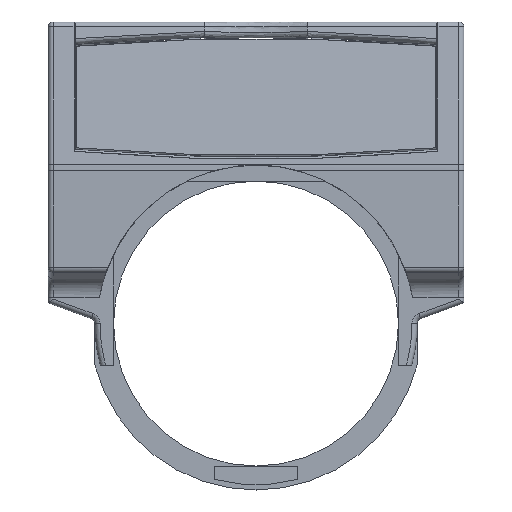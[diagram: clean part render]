
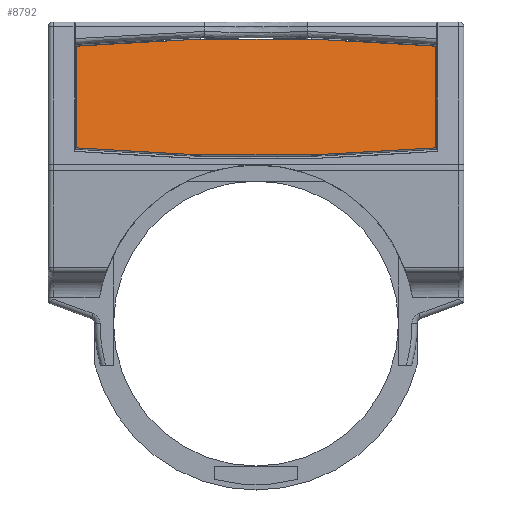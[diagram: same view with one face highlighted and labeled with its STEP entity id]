
A CAD part, top view. The second image highlights one B-rep face of the part: STEP entity #8792.
In plain terms, the highlighted face is planar.
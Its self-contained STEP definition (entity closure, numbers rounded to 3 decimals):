
#8660=AXIS2_PLACEMENT_3D('Circle Axis2P3D',#8658,#8659,$) ;
#8719=AXIS2_PLACEMENT_3D('Circle Axis2P3D',#8717,#8718,$) ;
#8774=AXIS2_PLACEMENT_3D('Plane Axis2P3D',#8771,#8772,#8773) ;
#8658=CARTESIAN_POINT('Axis2P3D Location',(0.,-194.3,1.4)) ;
#8662=CARTESIAN_POINT('Vertex',(-17.3,4.95,1.4)) ;
#8664=CARTESIAN_POINT('Vertex',(17.3,4.95,1.4)) ;
#8717=CARTESIAN_POINT('Axis2P3D Location',(0.,194.3,1.4)) ;
#8721=CARTESIAN_POINT('Vertex',(17.3,-4.95,1.4)) ;
#8723=CARTESIAN_POINT('Vertex',(-17.3,-4.95,1.4)) ;
#8771=CARTESIAN_POINT('Axis2P3D Location',(0.,0.,1.4)) ;
#8776=CARTESIAN_POINT('Line Origine',(17.3,0.,1.4)) ;
#8781=CARTESIAN_POINT('Line Origine',(-17.3,0.,1.4)) ;
#8659=DIRECTION('Axis2P3D Direction',(0.,0.,-1.)) ;
#8718=DIRECTION('Axis2P3D Direction',(0.,0.,-1.)) ;
#8772=DIRECTION('Axis2P3D Direction',(0.,0.,-1.)) ;
#8773=DIRECTION('Axis2P3D XDirection',(-1.,0.,0.)) ;
#8777=DIRECTION('Vector Direction',(0.,-1.,0.)) ;
#8782=DIRECTION('Vector Direction',(0.,-1.,0.)) ;
#8778=VECTOR('Line Direction',#8777,1.) ;
#8783=VECTOR('Line Direction',#8782,1.) ;
#8787=ORIENTED_EDGE('',*,*,#8780,.F.) ;
#8788=ORIENTED_EDGE('',*,*,#8666,.F.) ;
#8789=ORIENTED_EDGE('',*,*,#8785,.F.) ;
#8790=ORIENTED_EDGE('',*,*,#8725,.F.) ;
#8792=ADVANCED_FACE('Corps principal ( *SOL135 - wsp *MASTER -  )',(#8791),#8775,.F.) ;
#8661=CIRCLE('generated circle',#8660,200.) ;
#8720=CIRCLE('generated circle',#8719,200.) ;
#8666=EDGE_CURVE('',#8663,#8665,#8661,.T.) ;
#8725=EDGE_CURVE('',#8722,#8724,#8720,.T.) ;
#8780=EDGE_CURVE('',#8665,#8722,#8779,.T.) ;
#8785=EDGE_CURVE('',#8724,#8663,#8784,.F.) ;
#8786=EDGE_LOOP('',(#8787,#8788,#8789,#8790)) ;
#8791=FACE_OUTER_BOUND('',#8786,.T.) ;
#8779=LINE('Line',#8776,#8778) ;
#8784=LINE('Line',#8781,#8783) ;
#8775=PLANE('',#8774) ;
#8663=VERTEX_POINT('',#8662) ;
#8665=VERTEX_POINT('',#8664) ;
#8722=VERTEX_POINT('',#8721) ;
#8724=VERTEX_POINT('',#8723) ;
